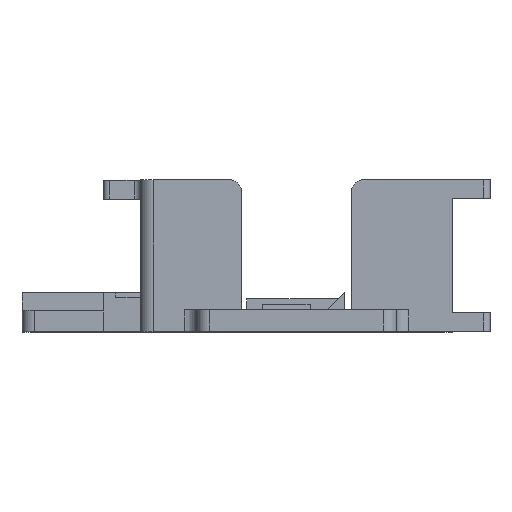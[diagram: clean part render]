
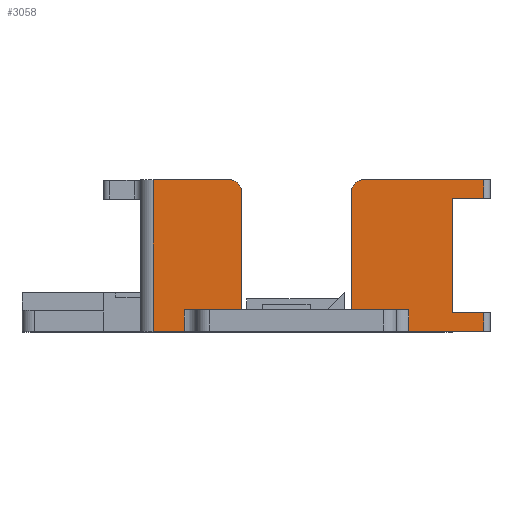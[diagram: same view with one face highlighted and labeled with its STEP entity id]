
A CAD part, top view. The second image highlights one B-rep face of the part: STEP entity #3058.
In plain terms, the highlighted planar face has unit normal (0, 0, 1).
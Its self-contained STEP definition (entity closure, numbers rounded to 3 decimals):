
#45=PLANE('',#3240);
#164=FACE_OUTER_BOUND('',#329,.T.);
#329=EDGE_LOOP('',(#2099,#2100,#2101,#2102,#2103,#2104,#2105,#2106,#2107,
#2108,#2109,#2110,#2111,#2112,#2113,#2114,#2115,#2116,#2117,#2118,#2119,
#2120));
#514=LINE('',#4387,#879);
#515=LINE('',#4390,#880);
#516=LINE('',#4392,#881);
#517=LINE('',#4394,#882);
#518=LINE('',#4396,#883);
#519=LINE('',#4398,#884);
#520=LINE('',#4400,#885);
#521=LINE('',#4402,#886);
#522=LINE('',#4406,#887);
#523=LINE('',#4408,#888);
#524=LINE('',#4410,#889);
#525=LINE('',#4412,#890);
#526=LINE('',#4414,#891);
#527=LINE('',#4416,#892);
#528=LINE('',#4418,#893);
#529=LINE('',#4420,#894);
#530=LINE('',#4422,#895);
#531=LINE('',#4424,#896);
#532=LINE('',#4426,#897);
#533=LINE('',#4429,#898);
#879=VECTOR('',#3505,10.);
#880=VECTOR('',#3508,10.);
#881=VECTOR('',#3509,10.);
#882=VECTOR('',#3510,10.);
#883=VECTOR('',#3511,10.);
#884=VECTOR('',#3512,10.);
#885=VECTOR('',#3513,10.);
#886=VECTOR('',#3514,10.);
#887=VECTOR('',#3517,10.);
#888=VECTOR('',#3518,10.);
#889=VECTOR('',#3519,10.);
#890=VECTOR('',#3520,10.);
#891=VECTOR('',#3521,10.);
#892=VECTOR('',#3522,10.);
#893=VECTOR('',#3523,10.);
#894=VECTOR('',#3524,10.);
#895=VECTOR('',#3525,10.);
#896=VECTOR('',#3526,10.);
#897=VECTOR('',#3527,10.);
#898=VECTOR('',#3530,10.);
#1245=CIRCLE('',#3241,2.);
#1246=CIRCLE('',#3242,2.);
#1334=VERTEX_POINT('',#4380);
#1337=VERTEX_POINT('',#4385);
#1338=VERTEX_POINT('',#4389);
#1339=VERTEX_POINT('',#4391);
#1340=VERTEX_POINT('',#4393);
#1341=VERTEX_POINT('',#4395);
#1342=VERTEX_POINT('',#4397);
#1343=VERTEX_POINT('',#4399);
#1344=VERTEX_POINT('',#4401);
#1345=VERTEX_POINT('',#4403);
#1346=VERTEX_POINT('',#4405);
#1347=VERTEX_POINT('',#4407);
#1348=VERTEX_POINT('',#4409);
#1349=VERTEX_POINT('',#4411);
#1350=VERTEX_POINT('',#4413);
#1351=VERTEX_POINT('',#4415);
#1352=VERTEX_POINT('',#4417);
#1353=VERTEX_POINT('',#4419);
#1354=VERTEX_POINT('',#4421);
#1355=VERTEX_POINT('',#4423);
#1356=VERTEX_POINT('',#4425);
#1357=VERTEX_POINT('',#4427);
#1639=EDGE_CURVE('',#1337,#1334,#514,.T.);
#1640=EDGE_CURVE('',#1338,#1337,#515,.F.);
#1641=EDGE_CURVE('',#1339,#1338,#516,.T.);
#1642=EDGE_CURVE('',#1339,#1340,#517,.F.);
#1643=EDGE_CURVE('',#1340,#1341,#518,.F.);
#1644=EDGE_CURVE('',#1341,#1342,#519,.F.);
#1645=EDGE_CURVE('',#1343,#1342,#520,.T.);
#1646=EDGE_CURVE('',#1344,#1343,#521,.T.);
#1647=EDGE_CURVE('',#1345,#1344,#1245,.T.);
#1648=EDGE_CURVE('',#1345,#1346,#522,.T.);
#1649=EDGE_CURVE('',#1346,#1347,#523,.T.);
#1650=EDGE_CURVE('',#1347,#1348,#524,.T.);
#1651=EDGE_CURVE('',#1348,#1349,#525,.T.);
#1652=EDGE_CURVE('',#1350,#1349,#526,.T.);
#1653=EDGE_CURVE('',#1350,#1351,#527,.T.);
#1654=EDGE_CURVE('',#1352,#1351,#528,.T.);
#1655=EDGE_CURVE('',#1352,#1353,#529,.T.);
#1656=EDGE_CURVE('',#1353,#1354,#530,.T.);
#1657=EDGE_CURVE('',#1355,#1354,#531,.F.);
#1658=EDGE_CURVE('',#1356,#1355,#532,.T.);
#1659=EDGE_CURVE('',#1357,#1356,#1246,.T.);
#1660=EDGE_CURVE('',#1334,#1357,#533,.T.);
#2099=ORIENTED_EDGE('',*,*,#1639,.F.);
#2100=ORIENTED_EDGE('',*,*,#1640,.F.);
#2101=ORIENTED_EDGE('',*,*,#1641,.F.);
#2102=ORIENTED_EDGE('',*,*,#1642,.T.);
#2103=ORIENTED_EDGE('',*,*,#1643,.T.);
#2104=ORIENTED_EDGE('',*,*,#1644,.T.);
#2105=ORIENTED_EDGE('',*,*,#1645,.F.);
#2106=ORIENTED_EDGE('',*,*,#1646,.F.);
#2107=ORIENTED_EDGE('',*,*,#1647,.F.);
#2108=ORIENTED_EDGE('',*,*,#1648,.T.);
#2109=ORIENTED_EDGE('',*,*,#1649,.T.);
#2110=ORIENTED_EDGE('',*,*,#1650,.T.);
#2111=ORIENTED_EDGE('',*,*,#1651,.T.);
#2112=ORIENTED_EDGE('',*,*,#1652,.F.);
#2113=ORIENTED_EDGE('',*,*,#1653,.T.);
#2114=ORIENTED_EDGE('',*,*,#1654,.F.);
#2115=ORIENTED_EDGE('',*,*,#1655,.T.);
#2116=ORIENTED_EDGE('',*,*,#1656,.T.);
#2117=ORIENTED_EDGE('',*,*,#1657,.F.);
#2118=ORIENTED_EDGE('',*,*,#1658,.F.);
#2119=ORIENTED_EDGE('',*,*,#1659,.F.);
#2120=ORIENTED_EDGE('',*,*,#1660,.F.);
#3058=ADVANCED_FACE('',(#164),#45,.F.);
#3240=AXIS2_PLACEMENT_3D('',#4388,#3506,#3507);
#3241=AXIS2_PLACEMENT_3D('',#4404,#3515,#3516);
#3242=AXIS2_PLACEMENT_3D('',#4428,#3528,#3529);
#3505=DIRECTION('',(0.,1.,0.));
#3506=DIRECTION('center_axis',(0.,0.,-1.));
#3507=DIRECTION('ref_axis',(0.,1.,0.));
#3508=DIRECTION('',(1.,0.,0.));
#3509=DIRECTION('',(0.,-1.,0.));
#3510=DIRECTION('',(1.,0.,0.));
#3511=DIRECTION('',(0.,-1.,0.));
#3512=DIRECTION('',(-1.,0.,0.));
#3513=DIRECTION('',(0.,-1.,0.));
#3514=DIRECTION('',(1.,0.,0.));
#3515=DIRECTION('center_axis',(0.,0.,-1.));
#3516=DIRECTION('ref_axis',(-0.707,0.707,0.));
#3517=DIRECTION('',(0.,-1.,0.));
#3518=DIRECTION('',(-1.,0.,0.));
#3519=DIRECTION('',(0.,-1.,0.));
#3520=DIRECTION('',(1.,0.,0.));
#3521=DIRECTION('',(0.,1.,0.));
#3522=DIRECTION('',(-1.,0.,0.));
#3523=DIRECTION('',(0.,-1.,0.));
#3524=DIRECTION('',(1.,0.,0.));
#3525=DIRECTION('',(0.,1.,0.));
#3526=DIRECTION('',(-1.,0.,0.));
#3527=DIRECTION('',(0.,-1.,0.));
#3528=DIRECTION('center_axis',(0.,0.,-1.));
#3529=DIRECTION('ref_axis',(0.707,0.707,0.));
#3530=DIRECTION('',(1.,0.,0.));
#4380=CARTESIAN_POINT('',(-52.,10.3,66.));
#4385=CARTESIAN_POINT('',(-52.,-14.,66.));
#4387=CARTESIAN_POINT('',(-52.,-2.5,66.));
#4388=CARTESIAN_POINT('Origin',(-29.,-2.5,66.));
#4389=CARTESIAN_POINT('',(1.,-14.,66.));
#4390=CARTESIAN_POINT('',(-29.,-14.,66.));
#4391=CARTESIAN_POINT('',(1.,-11.,66.));
#4392=CARTESIAN_POINT('',(1.,-6.75,66.));
#4393=CARTESIAN_POINT('',(-4.,-11.,66.));
#4394=CARTESIAN_POINT('',(-15.,-11.,66.));
#4395=CARTESIAN_POINT('',(-4.,7.3,66.));
#4396=CARTESIAN_POINT('',(-4.,-2.5,66.));
#4397=CARTESIAN_POINT('',(1.,7.3,66.));
#4398=CARTESIAN_POINT('',(-15.,7.3,66.));
#4399=CARTESIAN_POINT('',(1.,10.3,66.));
#4400=CARTESIAN_POINT('',(1.,0.9,66.));
#4401=CARTESIAN_POINT('',(-18.2,10.3,66.));
#4402=CARTESIAN_POINT('',(-29.,10.3,66.));
#4403=CARTESIAN_POINT('',(-20.2,8.3,66.));
#4404=CARTESIAN_POINT('Origin',(-18.2,8.3,66.));
#4405=CARTESIAN_POINT('',(-20.2,-10.542,66.));
#4406=CARTESIAN_POINT('',(-20.2,-3.949,66.));
#4407=CARTESIAN_POINT('',(-21.251,-10.542,66.));
#4408=CARTESIAN_POINT('',(-29.,-10.542,66.));
#4409=CARTESIAN_POINT('',(-21.251,-10.547,66.));
#4410=CARTESIAN_POINT('',(-21.251,-5.126,66.));
#4411=CARTESIAN_POINT('',(-11.,-10.547,66.));
#4412=CARTESIAN_POINT('',(-29.,-10.547,66.));
#4413=CARTESIAN_POINT('',(-11.,-14.,66.));
#4414=CARTESIAN_POINT('',(-11.,-6.898,66.));
#4415=CARTESIAN_POINT('',(-47.,-14.,66.));
#4416=CARTESIAN_POINT('',(-29.,-14.,66.));
#4417=CARTESIAN_POINT('',(-47.,-10.547,66.));
#4418=CARTESIAN_POINT('',(-47.,-6.898,66.));
#4419=CARTESIAN_POINT('',(-36.999,-10.547,66.));
#4420=CARTESIAN_POINT('',(-29.,-10.547,66.));
#4421=CARTESIAN_POINT('',(-36.999,-10.542,66.));
#4422=CARTESIAN_POINT('',(-36.999,-6.206,66.));
#4423=CARTESIAN_POINT('',(-37.8,-10.542,66.));
#4424=CARTESIAN_POINT('',(-29.,-10.542,66.));
#4425=CARTESIAN_POINT('',(-37.8,8.3,66.));
#4426=CARTESIAN_POINT('',(-37.8,-3.949,66.));
#4427=CARTESIAN_POINT('',(-39.8,10.3,66.));
#4428=CARTESIAN_POINT('Origin',(-39.8,8.3,66.));
#4429=CARTESIAN_POINT('',(-29.,10.3,66.));
